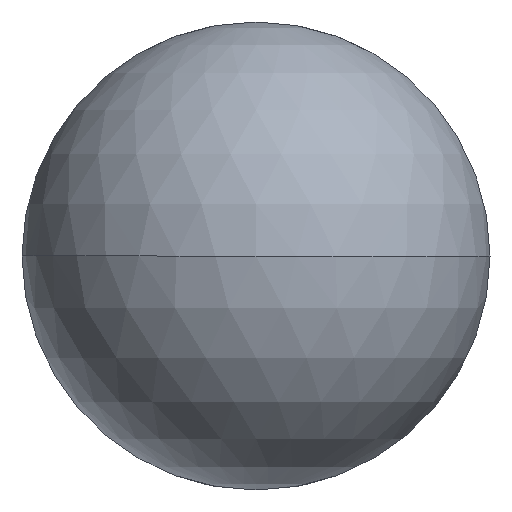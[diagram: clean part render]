
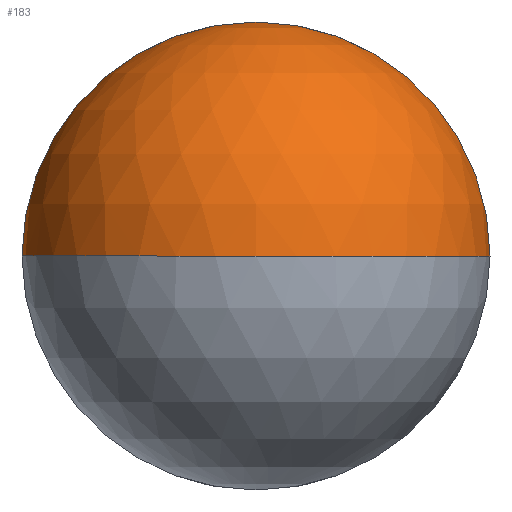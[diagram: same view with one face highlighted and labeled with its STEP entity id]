
A CAD part, front view. The second image highlights one B-rep face of the part: STEP entity #183.
In plain terms, the highlighted spherical face has radius 3.175 mm.
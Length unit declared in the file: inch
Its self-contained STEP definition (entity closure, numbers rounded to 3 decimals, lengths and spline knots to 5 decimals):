
#32 = EDGE_CURVE ( 'NONE', #348, #358, #190, .T. ) ;
#38 = CARTESIAN_POINT ( 'NONE',  ( 0., 0., 0. ) ) ;
#64 = CARTESIAN_POINT ( 'NONE',  ( 0., 0.125, 0. ) ) ;
#69 = CIRCLE ( 'NONE', #368, 0.125 ) ;
#71 = CARTESIAN_POINT ( 'NONE',  ( 0., 0.125, 0. ) ) ;
#92 = DIRECTION ( 'NONE',  ( 0., -1., 0. ) ) ;
#110 = DIRECTION ( 'NONE',  ( 1., 0., 0. ) ) ;
#135 = EDGE_CURVE ( 'NONE', #253, #348, #69, .T. ) ;
#148 = ORIENTED_EDGE ( 'NONE', *, *, #346, .T. ) ;
#155 = EDGE_LOOP ( 'NONE', ( #290, #344, #240, #148 ) ) ;
#182 = VERTEX_POINT ( 'NONE', #310 ) ;
#183 = ADVANCED_FACE ( 'NONE', ( #284 ), #311, .T. ) ;
#190 = CIRCLE ( 'NONE', #347, 0.125 ) ;
#195 = CARTESIAN_POINT ( 'NONE',  ( 0., 0.125, 0. ) ) ;
#202 = CARTESIAN_POINT ( 'NONE',  ( 0., 0.125, 0.125 ) ) ;
#205 = DIRECTION ( 'NONE',  ( 0., 0., -1. ) ) ;
#211 = DIRECTION ( 'NONE',  ( 0., 0., -1. ) ) ;
#214 = CIRCLE ( 'NONE', #286, 0.125 ) ;
#238 = DIRECTION ( 'NONE',  ( 0., -1., 0. ) ) ;
#240 = ORIENTED_EDGE ( 'NONE', *, *, #356, .F. ) ;
#247 = DIRECTION ( 'NONE',  ( 0., 0., -1. ) ) ;
#253 = VERTEX_POINT ( 'NONE', #202 ) ;
#254 = AXIS2_PLACEMENT_3D ( 'NONE', #195, #280, #110 ) ;
#268 = CARTESIAN_POINT ( 'NONE',  ( 0., 0.125, 0. ) ) ;
#271 = CARTESIAN_POINT ( 'NONE',  ( 0., 0.125, 0. ) ) ;
#280 = DIRECTION ( 'NONE',  ( 0., 0., 1. ) ) ;
#282 = CIRCLE ( 'NONE', #303, 0.125 ) ;
#284 = FACE_OUTER_BOUND ( 'NONE', #155, .T. ) ;
#286 = AXIS2_PLACEMENT_3D ( 'NONE', #271, #247, #367 ) ;
#290 = ORIENTED_EDGE ( 'NONE', *, *, #135, .T. ) ;
#298 = DIRECTION ( 'NONE',  ( 1., 0., 0. ) ) ;
#303 = AXIS2_PLACEMENT_3D ( 'NONE', #268, #92, #205 ) ;
#310 = CARTESIAN_POINT ( 'NONE',  ( 0.125, 0.125, 0. ) ) ;
#311 = SPHERICAL_SURFACE ( 'NONE', #254, 0.125 ) ;
#327 = CARTESIAN_POINT ( 'NONE',  ( -0.125, 0.125, 0. ) ) ;
#344 = ORIENTED_EDGE ( 'NONE', *, *, #32, .T. ) ;
#346 = EDGE_CURVE ( 'NONE', #182, #253, #282, .T. ) ;
#347 = AXIS2_PLACEMENT_3D ( 'NONE', #71, #361, #298 ) ;
#348 = VERTEX_POINT ( 'NONE', #327 ) ;
#356 = EDGE_CURVE ( 'NONE', #182, #358, #214, .T. ) ;
#358 = VERTEX_POINT ( 'NONE', #38 ) ;
#361 = DIRECTION ( 'NONE',  ( 0., 0., 1. ) ) ;
#367 = DIRECTION ( 'NONE',  ( -1., 0., 0. ) ) ;
#368 = AXIS2_PLACEMENT_3D ( 'NONE', #64, #238, #211 ) ;
